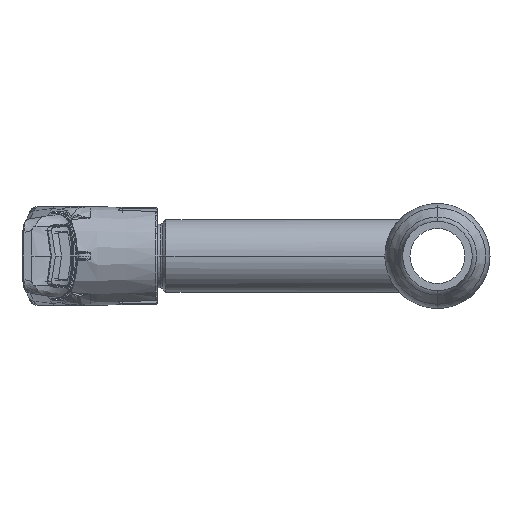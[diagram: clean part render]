
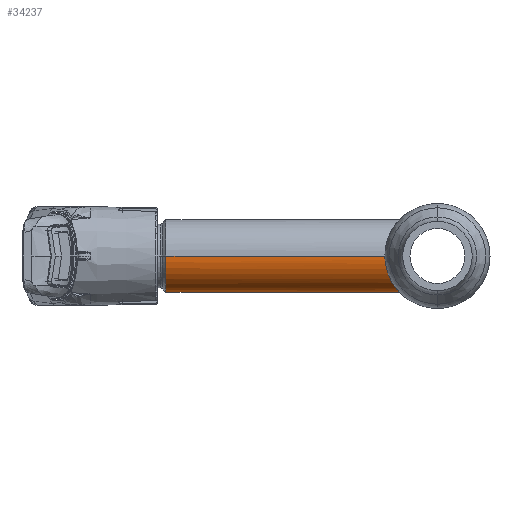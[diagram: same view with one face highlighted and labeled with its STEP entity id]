
A CAD part, left-side view. The second image highlights one B-rep face of the part: STEP entity #34237.
In plain terms, the highlighted cylindrical face has radius 9 mm (diameter 18 mm), a partial arc.
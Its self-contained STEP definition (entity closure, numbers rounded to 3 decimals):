
#2018 = CARTESIAN_POINT ( 'NONE',  ( 2.396, 9.678, -8.68 ) ) ;
#2267 = CARTESIAN_POINT ( 'NONE',  ( 4.785, 10.529, -7.628 ) ) ;
#2534 = CARTESIAN_POINT ( 'NONE',  ( -0.624, 9.397, -8.983 ) ) ;
#2789 = CARTESIAN_POINT ( 'NONE',  ( 2.961, 9.833, -8.504 ) ) ;
#3121 = VERTEX_POINT ( 'NONE', #33875 ) ;
#3437 = DIRECTION ( 'NONE',  ( 0., -1., 0. ) ) ;
#3793 = CARTESIAN_POINT ( 'NONE',  ( -9., 0., 0. ) ) ;
#5756 = VECTOR ( 'NONE', #7214, 1000. ) ;
#6210 = CARTESIAN_POINT ( 'NONE',  ( 8.985, 12.989, -0.608 ) ) ;
#6421 = FACE_OUTER_BOUND ( 'NONE', #51691, .T. ) ;
#6470 = CARTESIAN_POINT ( 'NONE',  ( -2.978, 9.838, -8.498 ) ) ;
#6734 = CARTESIAN_POINT ( 'NONE',  ( 8.031, 12.348, -4.073 ) ) ;
#6978 = CARTESIAN_POINT ( 'NONE',  ( 7.749, 12.167, -4.586 ) ) ;
#7214 = DIRECTION ( 'NONE',  ( 0., -1., 0. ) ) ;
#8954 = EDGE_CURVE ( 'NONE', #47787, #3121, #35421, .T. ) ;
#9792 = EDGE_CURVE ( 'NONE', #3121, #9965, #48729, .T. ) ;
#9889 = CARTESIAN_POINT ( 'NONE',  ( 5.495, 10.864, -7.151 ) ) ;
#9965 = VERTEX_POINT ( 'NONE', #34941 ) ;
#10937 = CARTESIAN_POINT ( 'NONE',  ( -5.945, 11.101, -6.781 ) ) ;
#11802 = CARTESIAN_POINT ( 'NONE',  ( 0., 67.169, 0. ) ) ;
#13853 = CARTESIAN_POINT ( 'NONE',  ( -9., 13., -0.617 ) ) ;
#14116 = CARTESIAN_POINT ( 'NONE',  ( -7.121, 11.775, -5.534 ) ) ;
#14379 = CARTESIAN_POINT ( 'NONE',  ( 8.512, 12.666, -2.985 ) ) ;
#14624 = CARTESIAN_POINT ( 'NONE',  ( 4.538, 10.418, -7.778 ) ) ;
#14865 = LINE ( 'NONE', #3793, #5756 ) ;
#14883 = CARTESIAN_POINT ( 'NONE',  ( 8.923, 12.947, -1.216 ) ) ;
#15117 = ORIENTED_EDGE ( 'NONE', *, *, #9792, .T. ) ;
#15493 = DIRECTION ( 'NONE',  ( -1., 0., 0. ) ) ;
#18066 = CARTESIAN_POINT ( 'NONE',  ( -8.693, 12.789, -2.408 ) ) ;
#18332 = CARTESIAN_POINT ( 'NONE',  ( 4.03, 10.207, -8.052 ) ) ;
#18592 = CARTESIAN_POINT ( 'NONE',  ( 5.931, 11.094, -6.793 ) ) ;
#18671 = EDGE_CURVE ( 'NONE', #36612, #9965, #14865, .T. ) ;
#18839 = CARTESIAN_POINT ( 'NONE',  ( 8.691, 12.788, -2.414 ) ) ;
#20301 = ORIENTED_EDGE ( 'NONE', *, *, #18671, .F. ) ;
#22050 = CARTESIAN_POINT ( 'NONE',  ( 8.876, 12.914, -1.521 ) ) ;
#22576 = CARTESIAN_POINT ( 'NONE',  ( -9., 13., 0. ) ) ;
#22803 = DIRECTION ( 'NONE',  ( -1., 0., 0. ) ) ;
#22854 = CARTESIAN_POINT ( 'NONE',  ( -5.508, 10.87, -7.141 ) ) ;
#23090 = CARTESIAN_POINT ( 'NONE',  ( -0.315, 9.381, -9. ) ) ;
#24507 = DIRECTION ( 'NONE',  ( 0., -1., 0. ) ) ;
#26296 = CARTESIAN_POINT ( 'NONE',  ( -2.411, 9.682, -8.676 ) ) ;
#26794 = CARTESIAN_POINT ( 'NONE',  ( -1.528, 9.5, -8.874 ) ) ;
#27068 = CARTESIAN_POINT ( 'NONE',  ( 7.273, 11.869, -5.31 ) ) ;
#27546 = DIRECTION ( 'NONE',  ( 0., -1., 0. ) ) ;
#29993 = CARTESIAN_POINT ( 'NONE',  ( -7.768, 12.177, -4.582 ) ) ;
#30260 = CARTESIAN_POINT ( 'NONE',  ( 7.598, 12.071, -4.833 ) ) ;
#30529 = CARTESIAN_POINT ( 'NONE',  ( 8.161, 12.434, -3.806 ) ) ;
#30780 = CARTESIAN_POINT ( 'NONE',  ( -2.118, 9.613, -8.752 ) ) ;
#31051 = CARTESIAN_POINT ( 'NONE',  ( -3.252, 9.925, -8.397 ) ) ;
#32052 = VECTOR ( 'NONE', #3437, 1000. ) ;
#32117 = CIRCLE ( 'NONE', #38048, 9. ) ;
#32771 = ORIENTED_EDGE ( 'NONE', *, *, #47092, .T. ) ;
#33875 = CARTESIAN_POINT ( 'NONE',  ( 9., 13., 0. ) ) ;
#33989 = CARTESIAN_POINT ( 'NONE',  ( 7.099, 11.764, -5.539 ) ) ;
#34237 = ADVANCED_FACE ( 'NONE', ( #6421 ), #51640, .T. ) ;
#34504 = CARTESIAN_POINT ( 'NONE',  ( -8.937, 12.956, -1.224 ) ) ;
#34941 = CARTESIAN_POINT ( 'NONE',  ( -9., 13., 0. ) ) ;
#34975 = CARTESIAN_POINT ( 'NONE',  ( -9., 67.169, 0. ) ) ;
#35004 = CARTESIAN_POINT ( 'NONE',  ( -1.229, 9.456, -8.921 ) ) ;
#35421 = LINE ( 'NONE', #39669, #32052 ) ;
#36612 = VERTEX_POINT ( 'NONE', #34975 ) ;
#38048 = AXIS2_PLACEMENT_3D ( 'NONE', #11802, #24507, #15493 ) ;
#38193 = ORIENTED_EDGE ( 'NONE', *, *, #8954, .T. ) ;
#38223 = CARTESIAN_POINT ( 'NONE',  ( 9., 13., 0. ) ) ;
#38476 = CARTESIAN_POINT ( 'NONE',  ( 6.537, 11.433, -6.193 ) ) ;
#39003 = CARTESIAN_POINT ( 'NONE',  ( 1.214, 9.441, -8.938 ) ) ;
#39250 = CARTESIAN_POINT ( 'NONE',  ( -4.053, 10.207, -8.057 ) ) ;
#39669 = CARTESIAN_POINT ( 'NONE',  ( 9., 0., 0. ) ) ;
#42158 = CARTESIAN_POINT ( 'NONE',  ( -6.75, 11.552, -5.98 ) ) ;
#42414 = CARTESIAN_POINT ( 'NONE',  ( 6.731, 11.545, -5.981 ) ) ;
#42659 = CARTESIAN_POINT ( 'NONE',  ( 2.103, 9.609, -8.756 ) ) ;
#43205 = CARTESIAN_POINT ( 'NONE',  ( 3.235, 9.92, -8.403 ) ) ;
#46926 = CARTESIAN_POINT ( 'NONE',  ( -8.509, 12.664, -2.992 ) ) ;
#47092 = EDGE_CURVE ( 'NONE', #36612, #47787, #32117, .T. ) ;
#47202 = CARTESIAN_POINT ( 'NONE',  ( 3.77, 10.107, -8.177 ) ) ;
#47659 = CARTESIAN_POINT ( 'NONE',  ( 0., 0., 0. ) ) ;
#47787 = VERTEX_POINT ( 'NONE', #48743 ) ;
#48729 = B_SPLINE_CURVE_WITH_KNOTS ( 'NONE', 3,
 ( #38223, #50896, #6210, #14883, #22050, #18839, #14379, #30529, #6734, #6978, #30260, #27068, #33989, #42414, #38476, #18592, #9889, #2267, #14624, #18332, #47202, #43205, #2789, #2018, #42659, #39003, #50384, #23090, #2534, #35004, #26794, #30780, #26296, #6470, #31051, #39250, #51148, #22854, #10937, #42158, #14116, #29993, #50126, #46926, #18066, #34504, #13853, #22576 ),
 .UNSPECIFIED., .F., .F.,
 ( 4, 2, 2, 2, 2, 2, 2, 2, 2, 2, 2, 2, 2, 2, 2, 2, 2, 2, 2, 2, 2, 2, 2, 4 ),
 ( 0.029, 0.03, 0.031, 0.033, 0.034, 0.035, 0.036, 0.036, 0.038, 0.039, 0.04, 0.041, 0.042, 0.044, 0.045, 0.046, 0.047, 0.047, 0.049, 0.051, 0.053, 0.055, 0.057, 0.058 ),
 .UNSPECIFIED. ) ;
#48743 = CARTESIAN_POINT ( 'NONE',  ( 9., 67.169, 0. ) ) ;
#48856 = AXIS2_PLACEMENT_3D ( 'NONE', #47659, #27546, #22803 ) ;
#50126 = CARTESIAN_POINT ( 'NONE',  ( -8.046, 12.358, -4.075 ) ) ;
#50384 = CARTESIAN_POINT ( 'NONE',  ( 0.61, 9.38, -9. ) ) ;
#50896 = CARTESIAN_POINT ( 'NONE',  ( 9., 13., -0.304 ) ) ;
#51148 = CARTESIAN_POINT ( 'NONE',  ( -4.557, 10.421, -7.782 ) ) ;
#51640 = CYLINDRICAL_SURFACE ( 'NONE', #48856, 9. ) ;
#51691 = EDGE_LOOP ( 'NONE', ( #32771, #38193, #15117, #20301 ) ) ;
